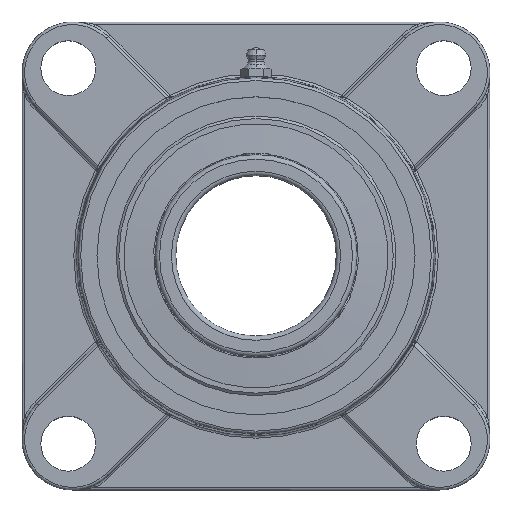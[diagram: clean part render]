
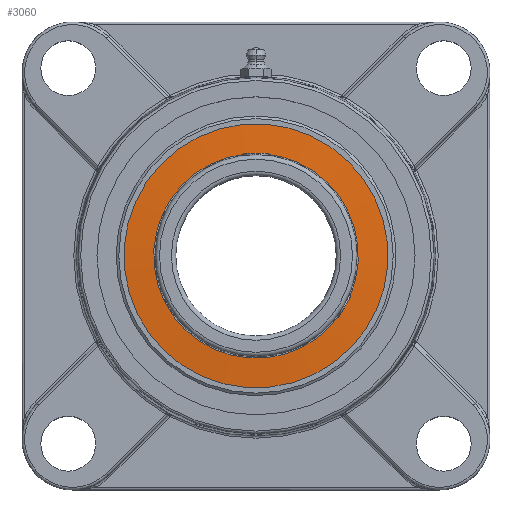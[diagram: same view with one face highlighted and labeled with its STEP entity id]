
A CAD part, top view. The second image highlights one B-rep face of the part: STEP entity #3060.
In plain terms, the highlighted conical face has half-angle 86.103 degrees and reference radius 40.577 mm.
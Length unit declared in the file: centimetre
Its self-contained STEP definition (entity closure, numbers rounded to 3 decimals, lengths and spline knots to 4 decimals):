
#210=CONICAL_SURFACE('',#3396,4.0577,1.503);
#738=CIRCLE('',#3395,4.572);
#739=CIRCLE('',#3397,3.5433);
#989=VERTEX_POINT('',#8931);
#990=VERTEX_POINT('',#8934);
#1452=EDGE_CURVE('',#989,#989,#738,.T.);
#1453=EDGE_CURVE('',#990,#990,#739,.T.);
#2179=ORIENTED_EDGE('',*,*,#1453,.F.);
#2180=ORIENTED_EDGE('',*,*,#1452,.T.);
#2553=EDGE_LOOP('',(#2179));
#2554=EDGE_LOOP('',(#2180));
#2821=FACE_BOUND('',#2553,.T.);
#2822=FACE_BOUND('',#2554,.T.);
#3060=ADVANCED_FACE('',(#2821,#2822),#210,.T.);
#3395=AXIS2_PLACEMENT_3D('',#8930,#4091,#4092);
#3396=AXIS2_PLACEMENT_3D('',#8932,#4093,#4094);
#3397=AXIS2_PLACEMENT_3D('',#8933,#4095,#4096);
#4091=DIRECTION('',(1.,0.,0.));
#4092=DIRECTION('',(0.,4.572,0.));
#4093=DIRECTION('',(-1.,0.,0.));
#4094=DIRECTION('',(0.,4.058,0.));
#4095=DIRECTION('',(1.,0.,0.));
#4096=DIRECTION('',(0.,3.543,0.));
#8930=CARTESIAN_POINT('',(1.1506,0.,0.));
#8931=CARTESIAN_POINT('',(1.1506,4.572,0.));
#8932=CARTESIAN_POINT('',(1.1857,0.,0.));
#8933=CARTESIAN_POINT('',(1.2207,0.,0.));
#8934=CARTESIAN_POINT('',(1.2207,3.5433,0.));
